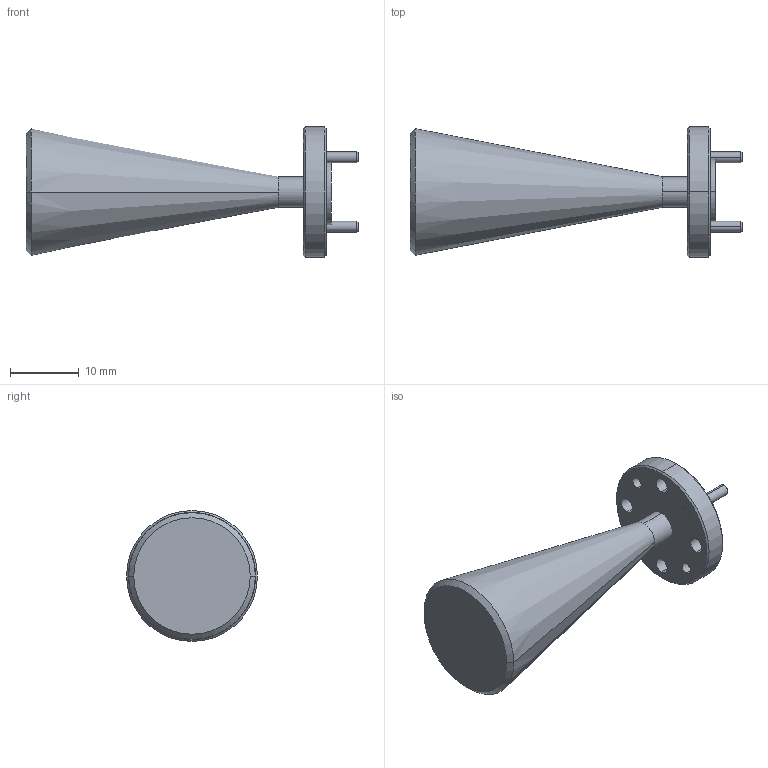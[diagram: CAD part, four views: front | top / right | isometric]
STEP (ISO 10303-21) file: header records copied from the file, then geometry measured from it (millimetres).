
FILE_DESCRIPTION (( 'STEP AP203' ), '1' );
FILE_NAME ('AC-CD3-075, df_1.STEP', '2017-06-05T21:56:34', ( '' ), ( '' ), 'SwSTEP 2.0', 'SolidWorks 2013', '' );
FILE_SCHEMA (( 'CONFIG_CONTROL_DESIGN' ));
Length unit declared in the file: inch
Products named in the file (1): AC-CD3-075, df_1
Bounding box: 48.32 x 19.05 x 19.05 mm (x, y, z)
Volume: 5327.6 mm3; surface area: 2613.4 mm2
Topology: 3 solids, 3 shells, 73 faces, 164 edges, 104 vertices
Faces by surface type: cylinder 36, cone 24, plane 13
Entity records: 2181 total; most frequent: DIRECTION 416, CARTESIAN_POINT 342, ORIENTED_EDGE 328, AXIS2_PLACEMENT_3D 178, EDGE_CURVE 164, VERTEX_POINT 104, CIRCLE 104, EDGE_LOOP 96
